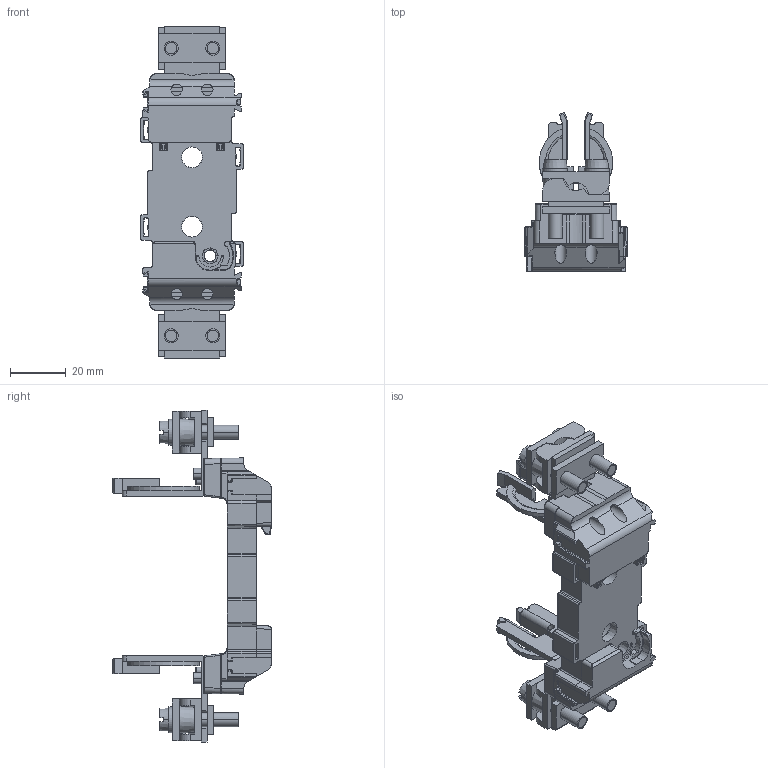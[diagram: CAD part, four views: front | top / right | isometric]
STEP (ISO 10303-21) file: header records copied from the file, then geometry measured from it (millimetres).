
FILE_DESCRIPTION((''),'2;1');
FILE_NAME('004121300_PT00_M8-M8_1P_ASM','2023-10-24T13:29:08',('klemen.sitar'),('Audax d.o.o.'),'CREO PARAMETRIC BY PTC INC, 2021304','CREO PARAMETRIC BY PTC INC, 2021304','');
FILE_SCHEMA(('AP242_MANAGED_MODEL_BASED_3D_ENGINEERING_MIM_LF { 1 0 10303 442 1 1 4 }'));
Products named in the file (18): BASE_V2_1_1_2_1_1; ETI_LOGO_9_9X5_78MM; 0000046581_1_1_1; 0000046569_1_1_1; 0000046567_1_1_1_1; 0000046566_1_1_1_1; 0000046581_1_1_1_1; 0000046567_1_1_1_2; 0000046566_1_1_1_2; 0000046581_1_1_1_2; 0000046569_1_1_1_2; 0000046519_1_1_2_1_1; 0000046559_1_1_2_3_4_1_1; 0000031008_AF0_1_1_2_3_4_1; 0000031008_AF1_1_1_2_3_4_1_1; 003_004121305_ASM_1_1_ASM; 004121305_PT00_P00-P00_1P_ASM; 004121300_PT00_M8-M8_1P_ASM
Assembly tree (27 placements, depth 4):
  004121300_PT00_M8-M8_1P_ASM
    BASE_V2_1_1_2_1_1
    ETI_LOGO_9_9X5_78MM
    004121305_PT00_P00-P00_1P_ASM
      003_004121305_ASM_1_1_ASM
        0000046581_1_1_1  x2
        0000046569_1_1_1  x2
        0000046567_1_1_1_1  x2
        0000046566_1_1_1_1
        0000046581_1_1_1_1
        0000046567_1_1_1_2  x2
        0000046566_1_1_1_2
        0000046581_1_1_1_2  x2
        0000046569_1_1_1_2  x2
        0000046519_1_1_2_1_1  x2
        0000046559_1_1_2_3_4_1_1  x4
        0000031008_AF0_1_1_2_3_4_1
        0000031008_AF1_1_1_2_3_4_1_1
Bounding box: 37 x 57.2 x 119.5 mm (x, y, z)
Volume: 48820.5 mm3; surface area: 34147.1 mm2
Topology: 27 solids, 58 shells, 2065 faces, 5208 edges, 3150 vertices
Faces by surface type: plane 890, cylinder 685, bspline 220, torus 129, cone 68, sphere 68, extrusion 4, revolution 1
Entity records: 93667 total; most frequent: CARTESIAN_POINT 25995, ORIENTED_EDGE 8570, DIRECTION 7714, PRESENTATION_STYLE_ASSIGNMENT 6078, STYLED_ITEM 6078, CURVE_STYLE 4308, EDGE_CURVE 4303, AXIS2_PLACEMENT_3D 2738
